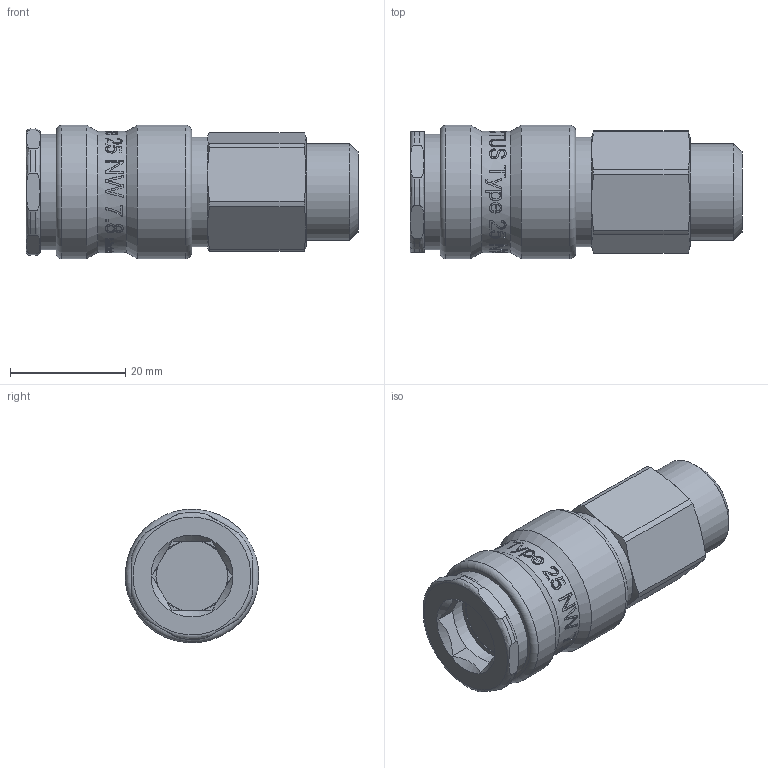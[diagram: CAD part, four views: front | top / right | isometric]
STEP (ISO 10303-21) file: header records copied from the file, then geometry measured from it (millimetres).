
FILE_DESCRIPTION(/* description */ (''),/* implementation_level */ '2;1');
FILE_NAME(/* name */ '25kaaw17bpn6.stp',/* time_stamp */ '2019-08-09T11:46:31+02:00',/* author */ ('IA176480'),/* organization */ (''),/* preprocessor_version */ 'ST-DEVELOPER v16.5',/* originating_system */ 'Autodesk Inventor 2017',/* authorisation */ '');
FILE_SCHEMA (('AUTOMOTIVE_DESIGN { 1 0 10303 214 3 1 1 }'));
Products named in the file (1): 25KAAW17BPN6
Bounding box: 57.5 x 23.1 x 23.1 mm (x, y, z)
Volume: 16740.4 mm3; surface area: 9676 mm2
Topology: 2 solids, 4 shells, 714 faces, 1893 edges, 1253 vertices
Faces by surface type: bspline 349, plane 243, cylinder 90, cone 25, torus 7
Full cylindrical faces by diameter (mm): 13.732 x2, 14 x3, 14.1 x1, 15 x1, 15.1 x1, 15.3 x1, 16 x2, 16.662 x1, 17.25 x1, 18.95 x1, 19.35 x1, 20 x1, 20.05 x1, 21 x1, 23.15 x2
Entity records: 99465 total; most frequent: CARTESIAN_POINT 83059, ORIENTED_EDGE 3674, DIRECTION 2393, EDGE_CURVE 1837, VERTEX_POINT 1244, EDGE_LOOP 833, AXIS2_PLACEMENT_3D 806, LINE 781
